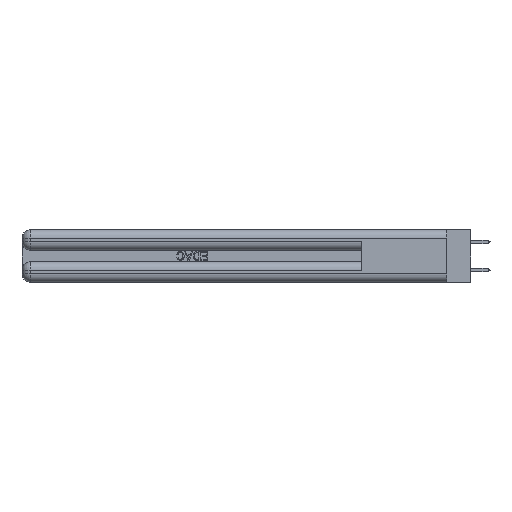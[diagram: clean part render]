
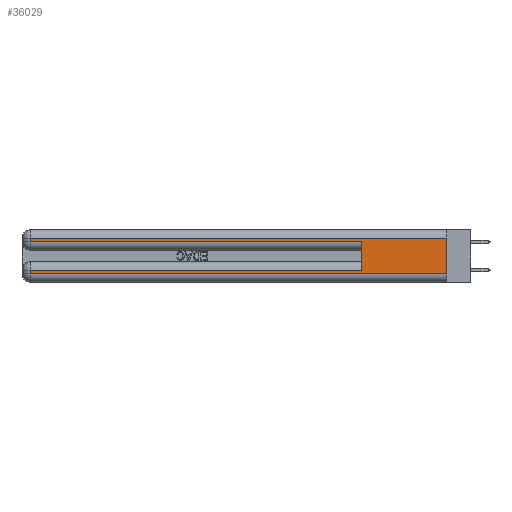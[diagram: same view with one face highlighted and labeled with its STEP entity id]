
A CAD part, left-side view. The second image highlights one B-rep face of the part: STEP entity #36029.
In plain terms, the highlighted planar face has unit normal (-1, 0, 0).
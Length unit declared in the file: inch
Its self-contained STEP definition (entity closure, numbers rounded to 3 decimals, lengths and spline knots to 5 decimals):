
#159 = CARTESIAN_POINT ( 'NONE',  ( 0., 0., 0.37 ) ) ;
#199 = CARTESIAN_POINT ( 'NONE',  ( 0., 2.94, 0.06 ) ) ;
#834 = EDGE_LOOP ( 'NONE', ( #5357, #15204, #29870, #29054, #12697, #22783, #15273, #40016 ) ) ;
#1686 = DIRECTION ( 'NONE',  ( 0., -1., 0. ) ) ;
#2142 = CARTESIAN_POINT ( 'NONE',  ( 0., 0., 0.37 ) ) ;
#3345 = PLANE ( 'NONE',  #18170 ) ;
#3818 = LINE ( 'NONE', #27259, #28481 ) ;
#4278 = VERTEX_POINT ( 'NONE', #15456 ) ;
#5030 = EDGE_CURVE ( 'NONE', #5032, #7294, #20910, .T. ) ;
#5032 = VERTEX_POINT ( 'NONE', #199 ) ;
#5357 = ORIENTED_EDGE ( 'NONE', *, *, #11770, .F. ) ;
#6050 = VERTEX_POINT ( 'NONE', #39969 ) ;
#7210 = VECTOR ( 'NONE', #11040, 39.37008 ) ;
#7294 = VERTEX_POINT ( 'NONE', #41261 ) ;
#7795 = VECTOR ( 'NONE', #11045, 39.37008 ) ;
#8540 = DIRECTION ( 'NONE',  ( 0., 0., 1. ) ) ;
#8853 = CARTESIAN_POINT ( 'NONE',  ( 0., 0., 0.31 ) ) ;
#9263 = FACE_OUTER_BOUND ( 'NONE', #834, .T. ) ;
#9809 = CARTESIAN_POINT ( 'NONE',  ( 0., 0.6, 0.285 ) ) ;
#9846 = DIRECTION ( 'NONE',  ( 0., 0., -1. ) ) ;
#10651 = VECTOR ( 'NONE', #8540, 39.37008 ) ;
#11040 = DIRECTION ( 'NONE',  ( 0., 0., -1. ) ) ;
#11045 = DIRECTION ( 'NONE',  ( 0., 0., -1. ) ) ;
#11770 = EDGE_CURVE ( 'NONE', #11914, #7294, #39935, .T. ) ;
#11914 = VERTEX_POINT ( 'NONE', #16395 ) ;
#12105 = DIRECTION ( 'NONE',  ( 0., 1., 0. ) ) ;
#12697 = ORIENTED_EDGE ( 'NONE', *, *, #38763, .F. ) ;
#14853 = VERTEX_POINT ( 'NONE', #21488 ) ;
#15204 = ORIENTED_EDGE ( 'NONE', *, *, #35824, .T. ) ;
#15273 = ORIENTED_EDGE ( 'NONE', *, *, #17286, .T. ) ;
#15405 = EDGE_CURVE ( 'NONE', #22805, #6050, #33501, .T. ) ;
#15456 = CARTESIAN_POINT ( 'NONE',  ( 0., 2.94, 0.085 ) ) ;
#16225 = DIRECTION ( 'NONE',  ( 0., -1., 0. ) ) ;
#16395 = CARTESIAN_POINT ( 'NONE',  ( 0., 0., 0.31 ) ) ;
#17286 = EDGE_CURVE ( 'NONE', #4278, #5032, #32909, .T. ) ;
#17374 = LINE ( 'NONE', #8853, #33480 ) ;
#18170 = AXIS2_PLACEMENT_3D ( 'NONE', #159, #29109, #9846 ) ;
#18517 = VECTOR ( 'NONE', #1686, 39.37008 ) ;
#20910 = LINE ( 'NONE', #38652, #40948 ) ;
#20986 = CARTESIAN_POINT ( 'NONE',  ( 0., 0., 0.285 ) ) ;
#21488 = CARTESIAN_POINT ( 'NONE',  ( 0., 0.6, 0.085 ) ) ;
#22783 = ORIENTED_EDGE ( 'NONE', *, *, #28903, .T. ) ;
#22805 = VERTEX_POINT ( 'NONE', #38319 ) ;
#23844 = CARTESIAN_POINT ( 'NONE',  ( 0., 2.94, 0.37 ) ) ;
#24470 = EDGE_CURVE ( 'NONE', #6050, #34688, #27069, .T. ) ;
#26757 = LINE ( 'NONE', #28118, #10651 ) ;
#27069 = LINE ( 'NONE', #20986, #18517 ) ;
#27259 = CARTESIAN_POINT ( 'NONE',  ( 0., 0., 0.085 ) ) ;
#27911 = DIRECTION ( 'NONE',  ( 0., 0., -1. ) ) ;
#28118 = CARTESIAN_POINT ( 'NONE',  ( 0., 0.6, 0.145 ) ) ;
#28481 = VECTOR ( 'NONE', #30488, 39.37008 ) ;
#28903 = EDGE_CURVE ( 'NONE', #14853, #4278, #3818, .T. ) ;
#29054 = ORIENTED_EDGE ( 'NONE', *, *, #24470, .T. ) ;
#29109 = DIRECTION ( 'NONE',  ( 1., 0., 0. ) ) ;
#29870 = ORIENTED_EDGE ( 'NONE', *, *, #15405, .T. ) ;
#30488 = DIRECTION ( 'NONE',  ( 0., 1., 0. ) ) ;
#32909 = LINE ( 'NONE', #23844, #7210 ) ;
#33480 = VECTOR ( 'NONE', #12105, 39.37008 ) ;
#33501 = LINE ( 'NONE', #36582, #7795 ) ;
#34463 = VECTOR ( 'NONE', #27911, 39.37008 ) ;
#34688 = VERTEX_POINT ( 'NONE', #9809 ) ;
#35824 = EDGE_CURVE ( 'NONE', #11914, #22805, #17374, .T. ) ;
#36029 = ADVANCED_FACE ( 'NONE', ( #9263 ), #3345, .F. ) ;
#36582 = CARTESIAN_POINT ( 'NONE',  ( 0., 2.94, 0.37 ) ) ;
#38319 = CARTESIAN_POINT ( 'NONE',  ( 0., 2.94, 0.31 ) ) ;
#38652 = CARTESIAN_POINT ( 'NONE',  ( 0., 0., 0.06 ) ) ;
#38763 = EDGE_CURVE ( 'NONE', #14853, #34688, #26757, .T. ) ;
#39935 = LINE ( 'NONE', #2142, #34463 ) ;
#39969 = CARTESIAN_POINT ( 'NONE',  ( 0., 2.94, 0.285 ) ) ;
#40016 = ORIENTED_EDGE ( 'NONE', *, *, #5030, .T. ) ;
#40948 = VECTOR ( 'NONE', #16225, 39.37008 ) ;
#41261 = CARTESIAN_POINT ( 'NONE',  ( 0., 0., 0.06 ) ) ;
